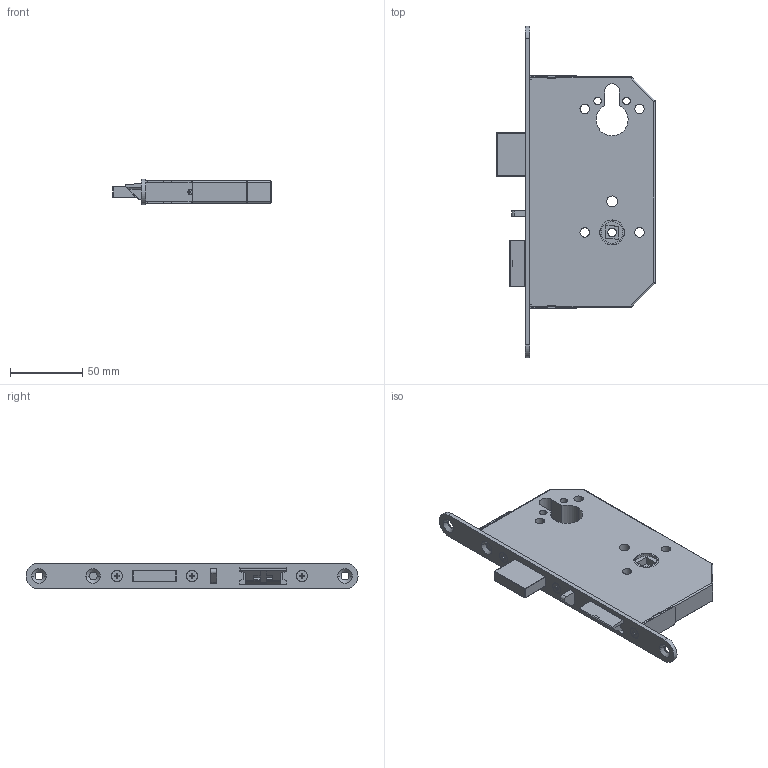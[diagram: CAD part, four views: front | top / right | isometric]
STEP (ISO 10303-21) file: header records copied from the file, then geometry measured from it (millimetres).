
FILE_DESCRIPTION (( 'STEP AP203' ), '1' );
FILE_NAME ('40101_DM60_18.STEP', '2023-10-31T17:58:31', ( '' ), ( '' ), 'SwSTEP 2.0', 'SolidWorks 2022', '' );
FILE_SCHEMA (( 'CONFIG_CONTROL_DESIGN' ));
Length unit declared in the file: millimetre
Products named in the file (5): D001313547-000; D001110123-000_D001110123-018; D001345066-000_D001345066-161_DM60_PB_SV; D001127682-000_D001127682-001; 40101_DM60_18
Assembly tree (7 placements, depth 2):
  40101_DM60_18
    D001345066-000_D001345066-161_DM60_PB_SV
    D001127682-000_D001127682-001  x3
    D001110123-000_D001110123-018
    D001313547-000  x2
Bounding box: 110 x 230 x 18 mm (x, y, z)
Volume: 215782.6 mm3; surface area: 54154.4 mm2
Topology: 15 solids, 15 shells, 512 faces, 1254 edges, 785 vertices
Faces by surface type: plane 277, cylinder 179, cone 24, torus 20, sphere 12
Entity records: 10948 total; most frequent: CARTESIAN_POINT 1887, DIRECTION 1833, ORIENTED_EDGE 1702, EDGE_CURVE 851, AXIS2_PLACEMENT_3D 647, VERTEX_POINT 541, VECTOR 539, LINE 539
